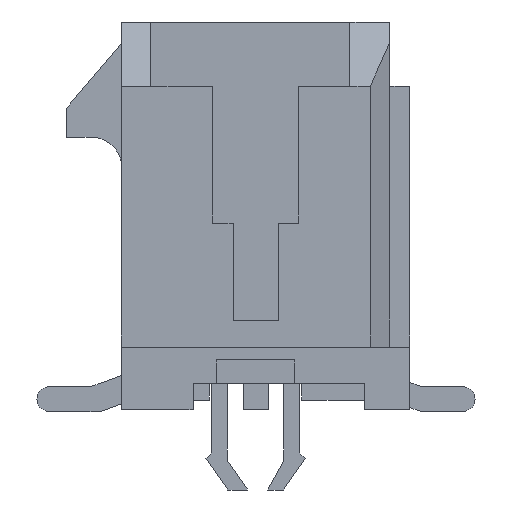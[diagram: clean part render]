
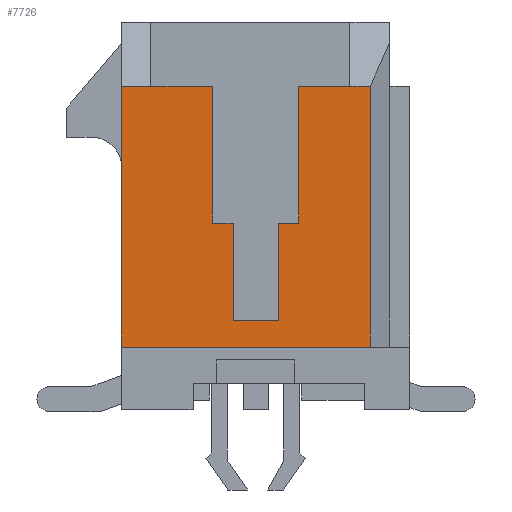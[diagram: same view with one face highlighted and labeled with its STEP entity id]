
A CAD part, left-side view. The second image highlights one B-rep face of the part: STEP entity #7726.
In plain terms, the highlighted planar face has unit normal (-1, 0, 0).
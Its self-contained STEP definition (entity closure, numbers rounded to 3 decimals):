
#1=DIRECTION('',(0.,0.,-1.));
#2=VECTOR('',#1,3.5);
#3=CARTESIAN_POINT('',(-12.325,-1.1,3.315));
#4=LINE('',#3,#2);
#5=DIRECTION('',(0.,1.,0.));
#6=VECTOR('',#5,1.31);
#7=CARTESIAN_POINT('',(-12.325,-2.41,3.315));
#8=LINE('',#7,#6);
#9=DIRECTION('',(0.,-1.,0.));
#10=VECTOR('',#9,0.52);
#11=CARTESIAN_POINT('',(-12.325,-2.41,3.315));
#12=LINE('',#11,#10);
#13=DIRECTION('',(0.,0.,-1.));
#14=VECTOR('',#13,6.67);
#15=CARTESIAN_POINT('',(-12.325,-2.93,3.315));
#16=LINE('',#15,#14);
#17=DIRECTION('',(0.,1.,0.));
#18=VECTOR('',#17,6.36);
#19=CARTESIAN_POINT('',(-12.325,-2.93,-3.355));
#20=LINE('',#19,#18);
#21=DIRECTION('',(0.,0.,1.));
#22=VECTOR('',#21,6.67);
#23=CARTESIAN_POINT('',(-12.325,3.43,-3.355));
#24=LINE('',#23,#22);
#25=DIRECTION('',(0.,-1.,0.));
#26=VECTOR('',#25,0.75);
#27=CARTESIAN_POINT('',(-12.325,3.43,3.315));
#28=LINE('',#27,#26);
#29=DIRECTION('',(0.,1.,0.));
#30=VECTOR('',#29,1.58);
#31=CARTESIAN_POINT('',(-12.325,1.1,3.315));
#32=LINE('',#31,#30);
#33=DIRECTION('',(0.,0.,-1.));
#34=VECTOR('',#33,3.5);
#35=CARTESIAN_POINT('',(-12.325,1.1,3.315));
#36=LINE('',#35,#34);
#37=DIRECTION('',(0.,1.,0.));
#38=VECTOR('',#37,0.525);
#39=CARTESIAN_POINT('',(-12.325,0.575,-0.185));
#40=LINE('',#39,#38);
#41=DIRECTION('',(0.,0.,1.));
#42=VECTOR('',#41,2.5);
#43=CARTESIAN_POINT('',(-12.325,0.575,-2.685));
#44=LINE('',#43,#42);
#45=DIRECTION('',(0.,1.,0.));
#46=VECTOR('',#45,1.15);
#47=CARTESIAN_POINT('',(-12.325,-0.575,-2.685));
#48=LINE('',#47,#46);
#49=DIRECTION('',(0.,0.,-1.));
#50=VECTOR('',#49,2.5);
#51=CARTESIAN_POINT('',(-12.325,-0.575,-0.185));
#52=LINE('',#51,#50);
#53=DIRECTION('',(0.,1.,0.));
#54=VECTOR('',#53,0.525);
#55=CARTESIAN_POINT('',(-12.325,-1.1,-0.185));
#56=LINE('',#55,#54);
#5856=CARTESIAN_POINT('',(-12.325,3.43,3.315));
#5858=VERTEX_POINT('',#5856);
#5907=CARTESIAN_POINT('',(-12.325,2.68,3.315));
#5908=VERTEX_POINT('',#5907);
#5909=CARTESIAN_POINT('',(-12.325,-2.41,3.315));
#5910=VERTEX_POINT('',#5909);
#6131=CARTESIAN_POINT('',(-12.325,-1.1,3.315));
#6132=CARTESIAN_POINT('',(-12.325,-1.1,-0.185));
#6133=VERTEX_POINT('',#6131);
#6134=VERTEX_POINT('',#6132);
#6135=CARTESIAN_POINT('',(-12.325,-0.575,-0.185));
#6136=VERTEX_POINT('',#6135);
#6137=CARTESIAN_POINT('',(-12.325,-0.575,-2.685));
#6138=VERTEX_POINT('',#6137);
#6139=CARTESIAN_POINT('',(-12.325,0.575,-2.685));
#6140=VERTEX_POINT('',#6139);
#6141=CARTESIAN_POINT('',(-12.325,0.575,-0.185));
#6142=VERTEX_POINT('',#6141);
#6143=CARTESIAN_POINT('',(-12.325,1.1,-0.185));
#6144=VERTEX_POINT('',#6143);
#6145=CARTESIAN_POINT('',(-12.325,1.1,3.315));
#6146=VERTEX_POINT('',#6145);
#6745=CARTESIAN_POINT('',(-12.325,3.43,-3.355));
#6746=VERTEX_POINT('',#6745);
#6755=CARTESIAN_POINT('',(-12.325,-2.93,3.315));
#6756=VERTEX_POINT('',#6755);
#6757=CARTESIAN_POINT('',(-12.325,-2.93,-3.355));
#6758=VERTEX_POINT('',#6757);
#7691=CARTESIAN_POINT('',(-12.325,0.,0.));
#7692=DIRECTION('',(1.,0.,0.));
#7693=DIRECTION('',(0.,0.,-1.));
#7694=AXIS2_PLACEMENT_3D('',#7691,#7692,#7693);
#7695=PLANE('',#7694);
#7697=ORIENTED_EDGE('',*,*,#7696,.F.);
#7699=ORIENTED_EDGE('',*,*,#7698,.F.);
#7701=ORIENTED_EDGE('',*,*,#7700,.T.);
#7703=ORIENTED_EDGE('',*,*,#7702,.T.);
#7705=ORIENTED_EDGE('',*,*,#7704,.T.);
#7707=ORIENTED_EDGE('',*,*,#7706,.T.);
#7709=ORIENTED_EDGE('',*,*,#7708,.T.);
#7711=ORIENTED_EDGE('',*,*,#7710,.F.);
#7713=ORIENTED_EDGE('',*,*,#7712,.T.);
#7715=ORIENTED_EDGE('',*,*,#7714,.F.);
#7717=ORIENTED_EDGE('',*,*,#7716,.F.);
#7719=ORIENTED_EDGE('',*,*,#7718,.F.);
#7721=ORIENTED_EDGE('',*,*,#7720,.F.);
#7723=ORIENTED_EDGE('',*,*,#7722,.F.);
#7724=EDGE_LOOP('',(#7697,#7699,#7701,#7703,#7705,#7707,#7709,#7711,#7713,#7715,
#7717,#7719,#7721,#7723));
#7725=FACE_OUTER_BOUND('',#7724,.F.);
#7726=ADVANCED_FACE('',(#7725),#7695,.F.);
#7696=EDGE_CURVE('',#6133,#6134,#4,.T.);
#7698=EDGE_CURVE('',#5910,#6133,#8,.T.);
#7700=EDGE_CURVE('',#5910,#6756,#12,.T.);
#7702=EDGE_CURVE('',#6756,#6758,#16,.T.);
#7704=EDGE_CURVE('',#6758,#6746,#20,.T.);
#7706=EDGE_CURVE('',#6746,#5858,#24,.T.);
#7708=EDGE_CURVE('',#5858,#5908,#28,.T.);
#7710=EDGE_CURVE('',#6146,#5908,#32,.T.);
#7712=EDGE_CURVE('',#6146,#6144,#36,.T.);
#7714=EDGE_CURVE('',#6142,#6144,#40,.T.);
#7716=EDGE_CURVE('',#6140,#6142,#44,.T.);
#7718=EDGE_CURVE('',#6138,#6140,#48,.T.);
#7720=EDGE_CURVE('',#6136,#6138,#52,.T.);
#7722=EDGE_CURVE('',#6134,#6136,#56,.T.);
